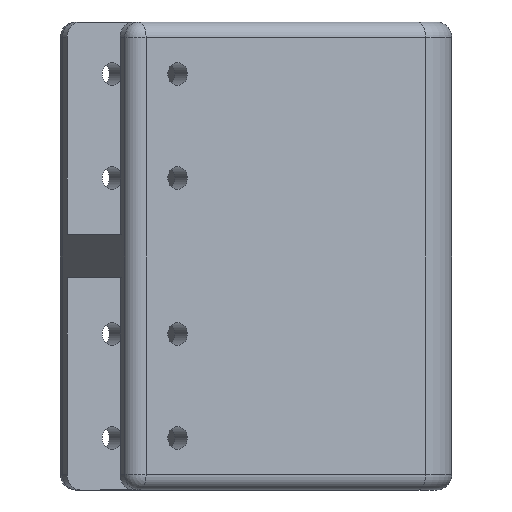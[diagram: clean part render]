
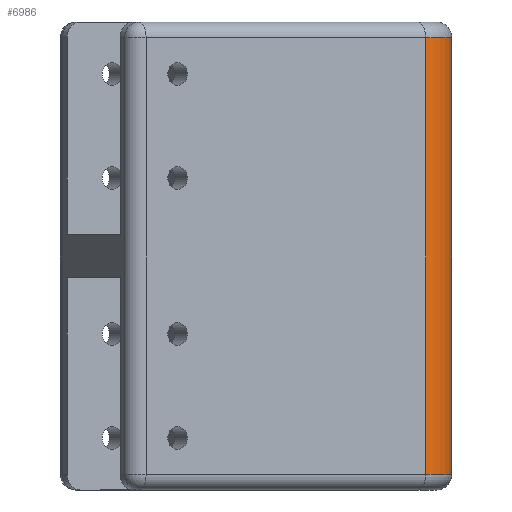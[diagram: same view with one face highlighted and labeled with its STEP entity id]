
A CAD part, front view. The second image highlights one B-rep face of the part: STEP entity #6986.
In plain terms, the highlighted cylindrical face has radius 10 mm (diameter 20 mm), a partial arc.
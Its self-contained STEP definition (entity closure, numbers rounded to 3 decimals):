
#561 = TOROIDAL_SURFACE('',#562,7.,3.);
#562 = AXIS2_PLACEMENT_3D('',#563,#564,#565);
#563 = CARTESIAN_POINT('',(285.2,-33.226,87.));
#564 = DIRECTION('',(0.,0.,1.));
#565 = DIRECTION('',(0.5,-0.866,0.));
#3198 = VERTEX_POINT('',#3199);
#3199 = CARTESIAN_POINT('',(295.2,-33.226,87.));
#3235 = PLANE('',#3236);
#3236 = AXIS2_PLACEMENT_3D('',#3237,#3238,#3239);
#3237 = CARTESIAN_POINT('',(295.2,39.,0.));
#3238 = DIRECTION('',(1.,0.,0.));
#3239 = DIRECTION('',(0.,-1.,0.));
#3390 = VERTEX_POINT('',#3391);
#3391 = CARTESIAN_POINT('',(290.2,-41.887,87.));
#3411 = EDGE_CURVE('',#3390,#3198,#3412,.T.);
#3412 = SURFACE_CURVE('',#3413,(#3418,#3425),.PCURVE_S1.);
#3413 = CIRCLE('',#3414,10.);
#3414 = AXIS2_PLACEMENT_3D('',#3415,#3416,#3417);
#3415 = CARTESIAN_POINT('',(285.2,-33.226,87.));
#3416 = DIRECTION('',(-0.,0.,1.));
#3417 = DIRECTION('',(0.5,-0.866,0.));
#3418 = PCURVE('',#561,#3419);
#3419 = DEFINITIONAL_REPRESENTATION('',(#3420),#3424);
#3420 = LINE('',#3421,#3422);
#3421 = CARTESIAN_POINT('',(0.,0.));
#3422 = VECTOR('',#3423,1.);
#3423 = DIRECTION('',(1.,0.));
#3424 = ( GEOMETRIC_REPRESENTATION_CONTEXT(2) 
PARAMETRIC_REPRESENTATION_CONTEXT() REPRESENTATION_CONTEXT('2D SPACE',''
  ) );
#3425 = PCURVE('',#3426,#3431);
#3426 = CYLINDRICAL_SURFACE('',#3427,10.);
#3427 = AXIS2_PLACEMENT_3D('',#3428,#3429,#3430);
#3428 = CARTESIAN_POINT('',(285.2,-33.226,0.));
#3429 = DIRECTION('',(0.,0.,1.));
#3430 = DIRECTION('',(1.,0.,0.));
#3431 = DEFINITIONAL_REPRESENTATION('',(#3432),#3436);
#3432 = LINE('',#3433,#3434);
#3433 = CARTESIAN_POINT('',(-1.047,87.));
#3434 = VECTOR('',#3435,1.);
#3435 = DIRECTION('',(1.,-0.));
#3436 = ( GEOMETRIC_REPRESENTATION_CONTEXT(2) 
PARAMETRIC_REPRESENTATION_CONTEXT() REPRESENTATION_CONTEXT('2D SPACE',''
  ) );
#3541 = PLANE('',#3542);
#3542 = AXIS2_PLACEMENT_3D('',#3543,#3544,#3545);
#3543 = CARTESIAN_POINT('',(233.819,-74.438,0.));
#3544 = DIRECTION('',(-0.5,0.866,0.));
#3545 = DIRECTION('',(0.866,0.5,0.));
#4611 = TOROIDAL_SURFACE('',#4612,7.,3.);
#4612 = AXIS2_PLACEMENT_3D('',#4613,#4614,#4615);
#4613 = CARTESIAN_POINT('',(285.2,-33.226,3.));
#4614 = DIRECTION('',(0.,0.,-1.));
#4615 = DIRECTION('',(1.,0.,0.));
#6819 = EDGE_CURVE('',#6820,#3198,#6822,.T.);
#6820 = VERTEX_POINT('',#6821);
#6821 = CARTESIAN_POINT('',(295.2,-33.226,3.));
#6822 = SURFACE_CURVE('',#6823,(#6827,#6834),.PCURVE_S1.);
#6823 = LINE('',#6824,#6825);
#6824 = CARTESIAN_POINT('',(295.2,-33.226,0.));
#6825 = VECTOR('',#6826,1.);
#6826 = DIRECTION('',(0.,0.,1.));
#6827 = PCURVE('',#3235,#6828);
#6828 = DEFINITIONAL_REPRESENTATION('',(#6829),#6833);
#6829 = LINE('',#6830,#6831);
#6830 = CARTESIAN_POINT('',(72.226,0.));
#6831 = VECTOR('',#6832,1.);
#6832 = DIRECTION('',(0.,-1.));
#6833 = ( GEOMETRIC_REPRESENTATION_CONTEXT(2) 
PARAMETRIC_REPRESENTATION_CONTEXT() REPRESENTATION_CONTEXT('2D SPACE',''
  ) );
#6834 = PCURVE('',#3426,#6835);
#6835 = DEFINITIONAL_REPRESENTATION('',(#6836),#6840);
#6836 = LINE('',#6837,#6838);
#6837 = CARTESIAN_POINT('',(-0.,0.));
#6838 = VECTOR('',#6839,1.);
#6839 = DIRECTION('',(-0.,1.));
#6840 = ( GEOMETRIC_REPRESENTATION_CONTEXT(2) 
PARAMETRIC_REPRESENTATION_CONTEXT() REPRESENTATION_CONTEXT('2D SPACE',''
  ) );
#6986 = ADVANCED_FACE('',(#6987),#3426,.T.);
#6987 = FACE_BOUND('',#6988,.F.);
#6988 = EDGE_LOOP('',(#6989,#6990,#7014,#7035));
#6989 = ORIENTED_EDGE('',*,*,#6819,.F.);
#6990 = ORIENTED_EDGE('',*,*,#6991,.T.);
#6991 = EDGE_CURVE('',#6820,#6992,#6994,.T.);
#6992 = VERTEX_POINT('',#6993);
#6993 = CARTESIAN_POINT('',(290.2,-41.887,3.));
#6994 = SURFACE_CURVE('',#6995,(#7000,#7007),.PCURVE_S1.);
#6995 = CIRCLE('',#6996,10.);
#6996 = AXIS2_PLACEMENT_3D('',#6997,#6998,#6999);
#6997 = CARTESIAN_POINT('',(285.2,-33.226,3.));
#6998 = DIRECTION('',(0.,0.,-1.));
#6999 = DIRECTION('',(1.,0.,0.));
#7000 = PCURVE('',#3426,#7001);
#7001 = DEFINITIONAL_REPRESENTATION('',(#7002),#7006);
#7002 = LINE('',#7003,#7004);
#7003 = CARTESIAN_POINT('',(-0.,3.));
#7004 = VECTOR('',#7005,1.);
#7005 = DIRECTION('',(-1.,0.));
#7006 = ( GEOMETRIC_REPRESENTATION_CONTEXT(2) 
PARAMETRIC_REPRESENTATION_CONTEXT() REPRESENTATION_CONTEXT('2D SPACE',''
  ) );
#7007 = PCURVE('',#4611,#7008);
#7008 = DEFINITIONAL_REPRESENTATION('',(#7009),#7013);
#7009 = LINE('',#7010,#7011);
#7010 = CARTESIAN_POINT('',(0.,0.));
#7011 = VECTOR('',#7012,1.);
#7012 = DIRECTION('',(1.,0.));
#7013 = ( GEOMETRIC_REPRESENTATION_CONTEXT(2) 
PARAMETRIC_REPRESENTATION_CONTEXT() REPRESENTATION_CONTEXT('2D SPACE',''
  ) );
#7014 = ORIENTED_EDGE('',*,*,#7015,.T.);
#7015 = EDGE_CURVE('',#6992,#3390,#7016,.T.);
#7016 = SURFACE_CURVE('',#7017,(#7021,#7028),.PCURVE_S1.);
#7017 = LINE('',#7018,#7019);
#7018 = CARTESIAN_POINT('',(290.2,-41.887,0.));
#7019 = VECTOR('',#7020,1.);
#7020 = DIRECTION('',(0.,0.,1.));
#7021 = PCURVE('',#3426,#7022);
#7022 = DEFINITIONAL_REPRESENTATION('',(#7023),#7027);
#7023 = LINE('',#7024,#7025);
#7024 = CARTESIAN_POINT('',(-1.047,0.));
#7025 = VECTOR('',#7026,1.);
#7026 = DIRECTION('',(-0.,1.));
#7027 = ( GEOMETRIC_REPRESENTATION_CONTEXT(2) 
PARAMETRIC_REPRESENTATION_CONTEXT() REPRESENTATION_CONTEXT('2D SPACE',''
  ) );
#7028 = PCURVE('',#3541,#7029);
#7029 = DEFINITIONAL_REPRESENTATION('',(#7030),#7034);
#7030 = LINE('',#7031,#7032);
#7031 = CARTESIAN_POINT('',(65.103,0.));
#7032 = VECTOR('',#7033,1.);
#7033 = DIRECTION('',(0.,-1.));
#7034 = ( GEOMETRIC_REPRESENTATION_CONTEXT(2) 
PARAMETRIC_REPRESENTATION_CONTEXT() REPRESENTATION_CONTEXT('2D SPACE',''
  ) );
#7035 = ORIENTED_EDGE('',*,*,#3411,.T.);
